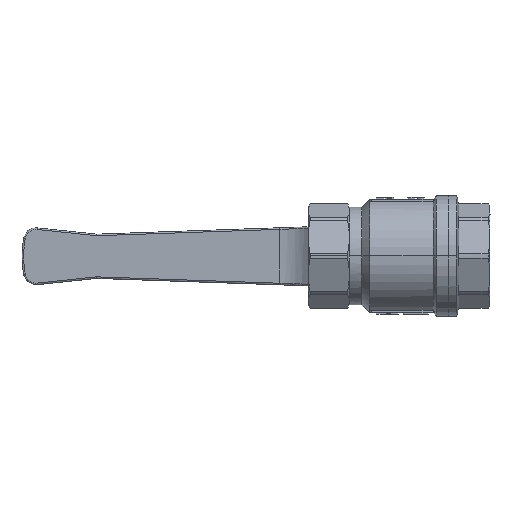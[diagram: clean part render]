
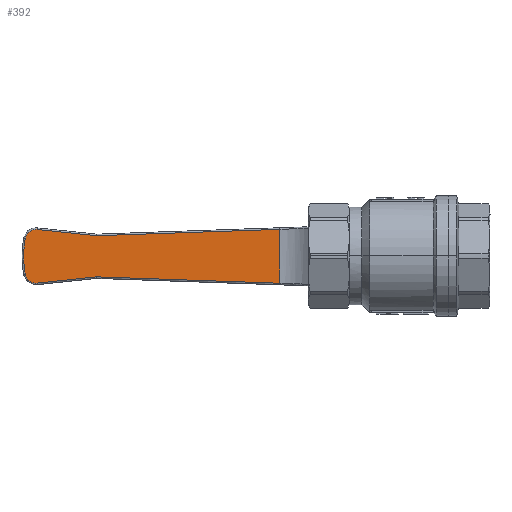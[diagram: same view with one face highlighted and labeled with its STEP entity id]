
A CAD part, top view. The second image highlights one B-rep face of the part: STEP entity #392.
In plain terms, the highlighted planar face has unit normal (0, 0, 1).
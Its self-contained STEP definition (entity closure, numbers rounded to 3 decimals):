
#392=ADVANCED_FACE('',(#1938),#1939,.T.);
#1938=FACE_OUTER_BOUND('',#5805,.T.);
#1939=PLANE('',#5806);
#5805=EDGE_LOOP('',(#14450,#14451,#14452,#14453,#14454,#14455,#14456,#14457));
#5806=AXIS2_PLACEMENT_3D('',#14458,#14459,#14460);
#14450=ORIENTED_EDGE('',*,*,#25236,.F.);
#14451=ORIENTED_EDGE('',*,*,#25244,.F.);
#14452=ORIENTED_EDGE('',*,*,#25249,.F.);
#14453=ORIENTED_EDGE('',*,*,#25506,.F.);
#14454=ORIENTED_EDGE('',*,*,#25498,.F.);
#14455=ORIENTED_EDGE('',*,*,#25496,.F.);
#14456=ORIENTED_EDGE('',*,*,#25227,.F.);
#14457=ORIENTED_EDGE('',*,*,#25232,.F.);
#14458=CARTESIAN_POINT('',(-94.029,0.,-50.915));
#14459=DIRECTION('',(0.0,0.0,1.0));
#14460=DIRECTION('',(1.0,-0.0,0.0));
#25227=EDGE_CURVE('',#29170,#29172,#29173,.T.);
#25232=EDGE_CURVE('',#29180,#29170,#29182,.T.);
#25236=EDGE_CURVE('',#29187,#29180,#29189,.T.);
#25244=EDGE_CURVE('',#29201,#29187,#29203,.T.);
#25249=EDGE_CURVE('',#29210,#29201,#29212,.T.);
#25496=EDGE_CURVE('',#29172,#29661,#29662,.T.);
#25498=EDGE_CURVE('',#29661,#29664,#29665,.T.);
#25506=EDGE_CURVE('',#29664,#29210,#29673,.T.);
#29170=VERTEX_POINT('',#35944);
#29172=VERTEX_POINT('',#35952);
#29173=LINE('',#35953,#35954);
#29180=VERTEX_POINT('',#35963);
#29182=LINE('',#35965,#35966);
#29187=VERTEX_POINT('',#35976);
#29189=LINE('',#35982,#35983);
#29201=VERTEX_POINT('',#36002);
#29203=LINE('',#36010,#36011);
#29210=VERTEX_POINT('',#36020);
#29212=LINE('',#36022,#36023);
#29661=VERTEX_POINT('',#36733);
#29662=CIRCLE('',#36734,3.5);
#29664=VERTEX_POINT('',#36736);
#29665=CIRCLE('',#36737,30.5);
#29673=CIRCLE('',#36745,3.5);
#35944=CARTESIAN_POINT('',(-111.391,-6.501,-50.915));
#35952=CARTESIAN_POINT('',(-130.229,-8.481,-50.915));
#35953=CARTESIAN_POINT('',(-111.391,-6.501,-50.915));
#35954=VECTOR('',#49234,18.941);
#35963=CARTESIAN_POINT('',(-53.479,-8.523,-50.915));
#35965=CARTESIAN_POINT('',(-53.479,-8.523,-50.915));
#35966=VECTOR('',#49243,57.947);
#35976=CARTESIAN_POINT('',(-53.479,8.523,-50.915));
#35982=CARTESIAN_POINT('',(-53.479,8.523,-50.915));
#35983=VECTOR('',#49245,17.046);
#36002=CARTESIAN_POINT('',(-111.391,6.501,-50.915));
#36010=CARTESIAN_POINT('',(-111.391,6.501,-50.915));
#36011=VECTOR('',#49255,57.947);
#36020=CARTESIAN_POINT('',(-130.229,8.481,-50.915));
#36022=CARTESIAN_POINT('',(-130.229,8.481,-50.915));
#36023=VECTOR('',#49264,18.941);
#36733=CARTESIAN_POINT('',(-134.034,-5.648,-50.915));
#36734=AXIS2_PLACEMENT_3D('',#49556,#49557,#49558);
#36736=CARTESIAN_POINT('',(-134.034,5.648,-50.915));
#36737=AXIS2_PLACEMENT_3D('',#49562,#49563,#49564);
#36745=AXIS2_PLACEMENT_3D('',#49586,#49587,#49588);
#49234=DIRECTION('',(-0.995,-0.105,0.));
#49243=DIRECTION('',(-0.999,0.035,0.));
#49245=DIRECTION('',(0.,-1.,0.));
#49255=DIRECTION('',(0.999,0.035,0.));
#49264=DIRECTION('',(0.995,-0.105,0.));
#49556=CARTESIAN_POINT('',(-130.595,-5.0,-50.915));
#49557=DIRECTION('',(0.0,0.0,-1.0));
#49558=DIRECTION('',(0.105,-0.995,0.0));
#49562=CARTESIAN_POINT('',(-104.062,0.0,-50.915));
#49563=DIRECTION('',(-0.0,0.0,-1.0));
#49564=DIRECTION('',(-0.983,-0.185,0.0));
#49586=CARTESIAN_POINT('',(-130.595,5.0,-50.915));
#49587=DIRECTION('',(0.0,0.0,-1.0));
#49588=DIRECTION('',(-0.983,0.185,0.0));
